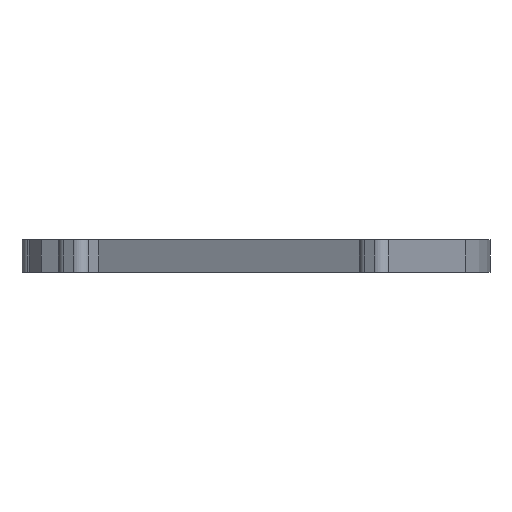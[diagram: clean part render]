
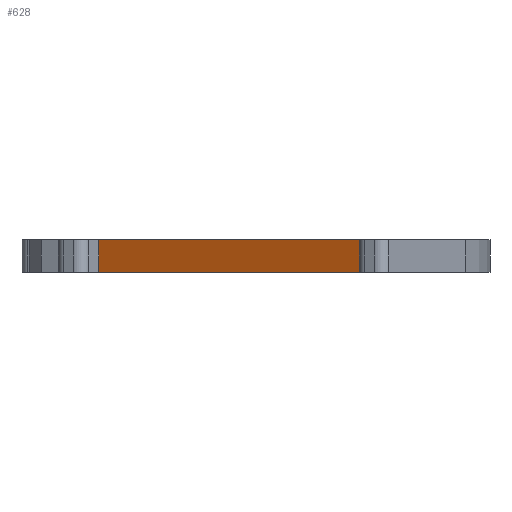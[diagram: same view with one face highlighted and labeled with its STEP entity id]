
A CAD part, left-side view. The second image highlights one B-rep face of the part: STEP entity #628.
In plain terms, the highlighted planar face has unit normal (-0.866, 0.5, 0).
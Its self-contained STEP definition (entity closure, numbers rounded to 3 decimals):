
#74 = CARTESIAN_POINT ( 'NONE',  ( 587.109, 1040.903, 1257.4 ) ) ;
#97 = CARTESIAN_POINT ( 'NONE',  ( 601.558, 1065.928, 1257.4 ) ) ;
#133 = CARTESIAN_POINT ( 'NONE',  ( 587.109, 1040.903, 1254.4 ) ) ;
#153 = ORIENTED_EDGE ( 'NONE', *, *, #1022, .T. ) ;
#197 = CARTESIAN_POINT ( 'NONE',  ( 601.558, 1065.928, 1257.4 ) ) ;
#228 = LINE ( 'NONE', #74, #732 ) ;
#243 = AXIS2_PLACEMENT_3D ( 'NONE', #630, #273, #1054 ) ;
#251 = PLANE ( 'NONE',  #243 ) ;
#273 = DIRECTION ( 'NONE',  ( -0.866, 0.5, 0. ) ) ;
#281 = CARTESIAN_POINT ( 'NONE',  ( 601.558, 1065.928, 1254.4 ) ) ;
#285 = ORIENTED_EDGE ( 'NONE', *, *, #981, .T. ) ;
#331 = VERTEX_POINT ( 'NONE', #1142 ) ;
#343 = ORIENTED_EDGE ( 'NONE', *, *, #894, .F. ) ;
#390 = LINE ( 'NONE', #197, #772 ) ;
#418 = CARTESIAN_POINT ( 'NONE',  ( 587.109, 1040.903, 1257.4 ) ) ;
#487 = VECTOR ( 'NONE', #1031, 1000. ) ;
#618 = EDGE_LOOP ( 'NONE', ( #343, #285, #153, #1096 ) ) ;
#625 = CARTESIAN_POINT ( 'NONE',  ( 587.109, 1040.903, 1254.4 ) ) ;
#628 = ADVANCED_FACE ( 'NONE', ( #900 ), #251, .T. ) ;
#630 = CARTESIAN_POINT ( 'NONE',  ( 587.109, 1040.903, 1257.4 ) ) ;
#682 = DIRECTION ( 'NONE',  ( 0., 0., 1. ) ) ;
#723 = VERTEX_POINT ( 'NONE', #625 ) ;
#732 = VECTOR ( 'NONE', #682, 1000. ) ;
#772 = VECTOR ( 'NONE', #1019, 1000. ) ;
#776 = DIRECTION ( 'NONE',  ( -0.5, -0.866, 0. ) ) ;
#792 = VECTOR ( 'NONE', #776, 1000. ) ;
#846 = LINE ( 'NONE', #418, #792 ) ;
#866 = VERTEX_POINT ( 'NONE', #281 ) ;
#894 = EDGE_CURVE ( 'NONE', #866, #1110, #390, .T. ) ;
#900 = FACE_OUTER_BOUND ( 'NONE', #618, .T. ) ;
#981 = EDGE_CURVE ( 'NONE', #866, #723, #1041, .T. ) ;
#1019 = DIRECTION ( 'NONE',  ( 0., 0., 1. ) ) ;
#1022 = EDGE_CURVE ( 'NONE', #723, #331, #228, .T. ) ;
#1031 = DIRECTION ( 'NONE',  ( -0.5, -0.866, 0. ) ) ;
#1041 = LINE ( 'NONE', #133, #487 ) ;
#1054 = DIRECTION ( 'NONE',  ( -0.5, -0.866, 0. ) ) ;
#1093 = EDGE_CURVE ( 'NONE', #1110, #331, #846, .T. ) ;
#1096 = ORIENTED_EDGE ( 'NONE', *, *, #1093, .F. ) ;
#1110 = VERTEX_POINT ( 'NONE', #97 ) ;
#1142 = CARTESIAN_POINT ( 'NONE',  ( 587.109, 1040.903, 1257.4 ) ) ;
